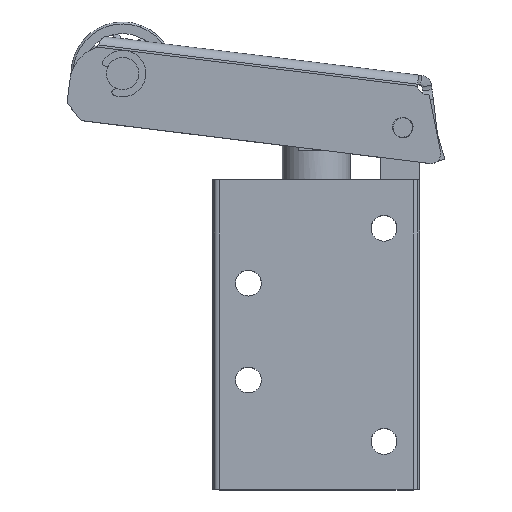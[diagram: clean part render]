
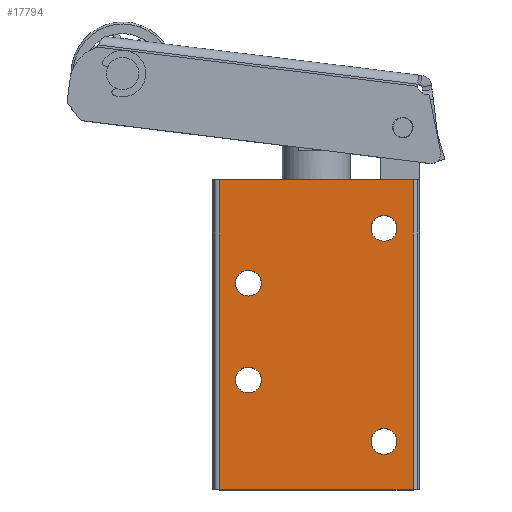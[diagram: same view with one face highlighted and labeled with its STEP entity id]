
A CAD part, top view. The second image highlights one B-rep face of the part: STEP entity #17794.
In plain terms, the highlighted planar face has unit normal (0, 0, 1).
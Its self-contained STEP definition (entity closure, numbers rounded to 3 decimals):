
#154=CARTESIAN_POINT('',(-8.5,2.,8.0));
#155=VERTEX_POINT('',#154);
#171=CARTESIAN_POINT('',(-12.5,2.,8.0));
#172=VERTEX_POINT('',#171);
#179=CARTESIAN_POINT('',(-10.5,2.,8.0));
#180=DIRECTION('',(0.0,0.0,-1.0));
#181=DIRECTION('',(1.0,0.0,0.0));
#182=AXIS2_PLACEMENT_3D('',#179,#180,#181);
#183=CIRCLE('',#182,2.0);
#184=EDGE_CURVE('',#155,#172,#183,.T.);
#196=CARTESIAN_POINT('',(12.5,10.5,8.0));
#197=VERTEX_POINT('',#196);
#213=CARTESIAN_POINT('',(8.5,10.5,8.0));
#214=VERTEX_POINT('',#213);
#221=CARTESIAN_POINT('',(10.5,10.5,8.0));
#222=DIRECTION('',(0.0,0.0,-1.0));
#223=DIRECTION('',(1.0,0.0,0.0));
#224=AXIS2_PLACEMENT_3D('',#221,#222,#223);
#225=CIRCLE('',#224,2.0);
#226=EDGE_CURVE('',#197,#214,#225,.T.);
#238=CARTESIAN_POINT('',(12.5,-22.5,8.0));
#239=VERTEX_POINT('',#238);
#255=CARTESIAN_POINT('',(8.5,-22.5,8.0));
#256=VERTEX_POINT('',#255);
#263=CARTESIAN_POINT('',(10.5,-22.5,8.0));
#264=DIRECTION('',(0.0,0.0,-1.0));
#265=DIRECTION('',(1.0,0.0,0.0));
#266=AXIS2_PLACEMENT_3D('',#263,#264,#265);
#267=CIRCLE('',#266,2.0);
#268=EDGE_CURVE('',#239,#256,#267,.T.);
#280=CARTESIAN_POINT('',(-8.5,-13.,8.0));
#281=VERTEX_POINT('',#280);
#297=CARTESIAN_POINT('',(-12.5,-13.,8.0));
#298=VERTEX_POINT('',#297);
#305=CARTESIAN_POINT('',(-10.5,-13.,8.0));
#306=DIRECTION('',(0.0,0.0,-1.0));
#307=DIRECTION('',(1.0,0.0,0.0));
#308=AXIS2_PLACEMENT_3D('',#305,#306,#307);
#309=CIRCLE('',#308,2.0);
#310=EDGE_CURVE('',#281,#298,#309,.T.);
#876=CARTESIAN_POINT('',(15.,18.,8.0));
#877=VERTEX_POINT('',#876);
#885=CARTESIAN_POINT('',(15.,-30.,8.0));
#886=VERTEX_POINT('',#885);
#887=CARTESIAN_POINT('',(15.,18.,8.0));
#888=DIRECTION('',(0.0,-1.0,0.0));
#889=VECTOR('',#888,48.0);
#890=LINE('',#887,#889);
#891=EDGE_CURVE('',#877,#886,#890,.T.);
#918=CARTESIAN_POINT('',(-15.0,-30.,8.0));
#919=VERTEX_POINT('',#918);
#927=CARTESIAN_POINT('',(-15.0,18.,8.0));
#928=VERTEX_POINT('',#927);
#929=CARTESIAN_POINT('',(-15.0,-30.,8.0));
#930=DIRECTION('',(0.0,1.0,0.0));
#931=VECTOR('',#930,48.0);
#932=LINE('',#929,#931);
#933=EDGE_CURVE('',#919,#928,#932,.T.);
#17676=CARTESIAN_POINT('',(-15.0,18.,8.0));
#17677=DIRECTION('',(1.0,0.0,0.0));
#17678=VECTOR('',#17677,30.0);
#17679=LINE('',#17676,#17678);
#17680=EDGE_CURVE('',#928,#877,#17679,.T.);
#17738=CARTESIAN_POINT('',(0.,0.,8.0));
#17739=DIRECTION('',(0.0,0.0,1.0));
#17740=DIRECTION('',(1.0,0.0,0.0));
#17741=AXIS2_PLACEMENT_3D('',#17738,#17739,#17740);
#17742=PLANE('',#17741);
#17743=ORIENTED_EDGE('',*,*,#933,.F.);
#17744=CARTESIAN_POINT('',(15.,-30.,8.0));
#17745=DIRECTION('',(-1.0,0.0,0.0));
#17746=VECTOR('',#17745,30.);
#17747=LINE('',#17744,#17746);
#17748=EDGE_CURVE('',#886,#919,#17747,.T.);
#17749=ORIENTED_EDGE('',*,*,#17748,.F.);
#17750=ORIENTED_EDGE('',*,*,#891,.F.);
#17751=ORIENTED_EDGE('',*,*,#17680,.F.);
#17752=EDGE_LOOP('',(#17743,#17749,#17750,#17751));
#17753=FACE_OUTER_BOUND('',#17752,.T.);
#17754=ORIENTED_EDGE('',*,*,#184,.T.);
#17755=CARTESIAN_POINT('',(-10.5,2.,8.0));
#17756=DIRECTION('',(0.0,0.0,-1.0));
#17757=DIRECTION('',(1.0,0.0,0.0));
#17758=AXIS2_PLACEMENT_3D('',#17755,#17756,#17757);
#17759=CIRCLE('',#17758,2.0);
#17760=EDGE_CURVE('',#172,#155,#17759,.T.);
#17761=ORIENTED_EDGE('',*,*,#17760,.T.);
#17762=EDGE_LOOP('',(#17754,#17761));
#17763=FACE_BOUND('',#17762,.T.);
#17764=ORIENTED_EDGE('',*,*,#226,.T.);
#17765=CARTESIAN_POINT('',(10.5,10.5,8.0));
#17766=DIRECTION('',(0.0,0.0,-1.0));
#17767=DIRECTION('',(1.0,0.0,0.0));
#17768=AXIS2_PLACEMENT_3D('',#17765,#17766,#17767);
#17769=CIRCLE('',#17768,2.0);
#17770=EDGE_CURVE('',#214,#197,#17769,.T.);
#17771=ORIENTED_EDGE('',*,*,#17770,.T.);
#17772=EDGE_LOOP('',(#17764,#17771));
#17773=FACE_BOUND('',#17772,.T.);
#17774=ORIENTED_EDGE('',*,*,#268,.T.);
#17775=CARTESIAN_POINT('',(10.5,-22.5,8.0));
#17776=DIRECTION('',(0.0,0.0,-1.0));
#17777=DIRECTION('',(1.0,0.0,0.0));
#17778=AXIS2_PLACEMENT_3D('',#17775,#17776,#17777);
#17779=CIRCLE('',#17778,2.0);
#17780=EDGE_CURVE('',#256,#239,#17779,.T.);
#17781=ORIENTED_EDGE('',*,*,#17780,.T.);
#17782=EDGE_LOOP('',(#17774,#17781));
#17783=FACE_BOUND('',#17782,.T.);
#17784=ORIENTED_EDGE('',*,*,#310,.T.);
#17785=CARTESIAN_POINT('',(-10.5,-13.,8.0));
#17786=DIRECTION('',(0.0,0.0,-1.0));
#17787=DIRECTION('',(1.0,0.0,0.0));
#17788=AXIS2_PLACEMENT_3D('',#17785,#17786,#17787);
#17789=CIRCLE('',#17788,2.0);
#17790=EDGE_CURVE('',#298,#281,#17789,.T.);
#17791=ORIENTED_EDGE('',*,*,#17790,.T.);
#17792=EDGE_LOOP('',(#17784,#17791));
#17793=FACE_BOUND('',#17792,.T.);
#17794=ADVANCED_FACE('',(#17753,#17763,#17773,#17783,#17793),#17742,.T.);
